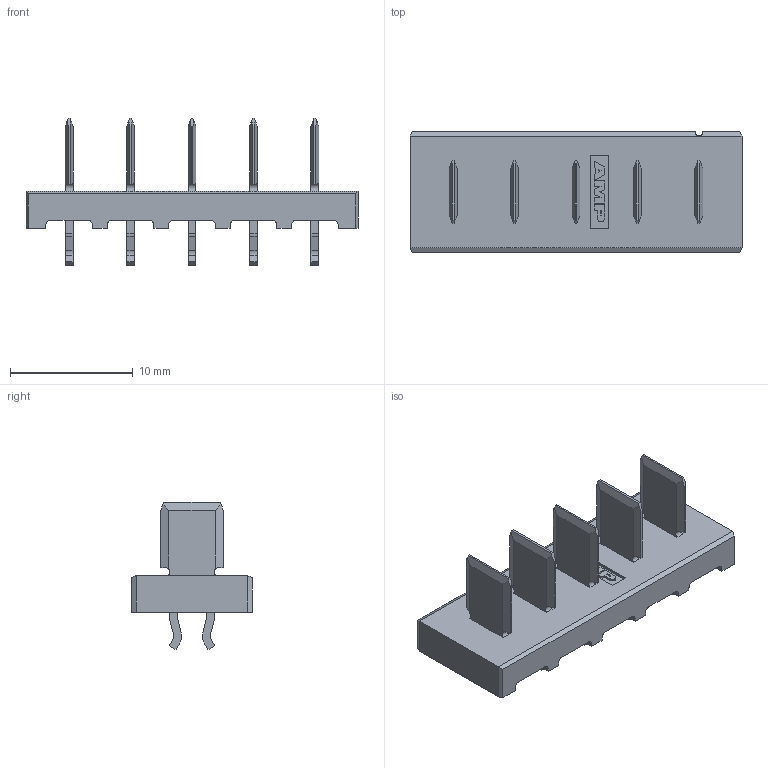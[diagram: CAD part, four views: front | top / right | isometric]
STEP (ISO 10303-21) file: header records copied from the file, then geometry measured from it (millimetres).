
FILE_DESCRIPTION((''),'2;1');
FILE_NAME('C-5787446-1','2010-04-08T',('workeradm'),('Tyco Electronics Ltd.'),'PRO/ENGINEER BY PARAMETRIC TECHNOLOGY CORPORATION, 2009300','PRO/ENGINEER BY PARAMETRIC TECHNOLOGY CORPORATION, 2009300','');
FILE_SCHEMA(('AUTOMOTIVE_DESIGN { 1 0 10303 214 1 1 1 1 }'));
Length unit declared in the file: millimetre
Products named in the file (1): C-5787446-1
Bounding box: 27.02 x 9.8 x 12 mm (x, y, z)
Volume: 769.1 mm3; surface area: 1170.1 mm2
Topology: 1 solids, 1 shells, 307 faces, 847 edges, 563 vertices
Faces by surface type: plane 243, cylinder 62, extrusion 2
Entity records: 9981 total; most frequent: CARTESIAN_POINT 1797, ORIENTED_EDGE 1694, DIRECTION 1556, EDGE_CURVE 847, VECTOR 700, LINE 698, VERTEX_POINT 563, AXIS2_PLACEMENT_3D 428
